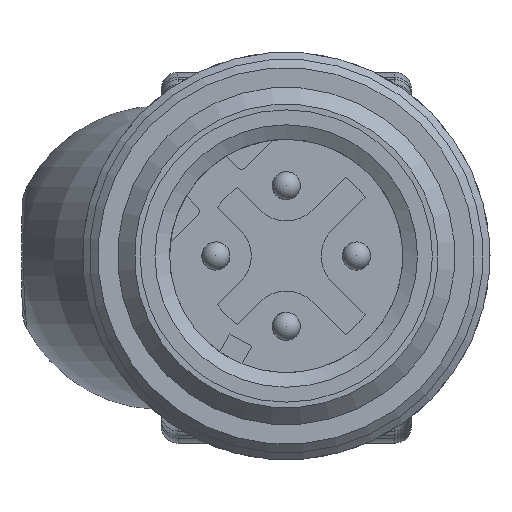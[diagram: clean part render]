
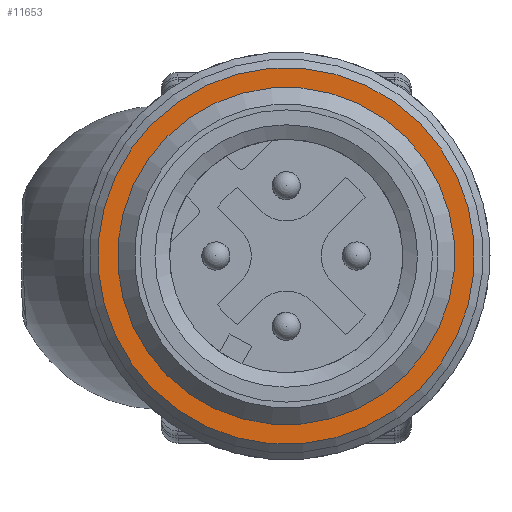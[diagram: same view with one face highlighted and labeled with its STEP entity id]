
A CAD part, left-side view. The second image highlights one B-rep face of the part: STEP entity #11653.
In plain terms, the highlighted planar face has unit normal (-1, 0, 0).
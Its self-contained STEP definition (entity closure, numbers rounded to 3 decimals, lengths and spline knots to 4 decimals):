
#11653 = ADVANCED_FACE('',(#11654,#11690),#11667,.F.);
#11654 = FACE_BOUND('',#11655,.T.);
#11655 = EDGE_LOOP('',(#11656));
#11656 = ORIENTED_EDGE('',*,*,#11657,.T.);
#11657 = EDGE_CURVE('',#11658,#11658,#11660,.T.);
#11658 = VERTEX_POINT('',#11659);
#11659 = CARTESIAN_POINT('',(10.4,3.1833,-4.5295));
#11660 = SURFACE_CURVE('',#11661,(#11666,#11678),.PCURVE_S1.);
#11661 = CIRCLE('',#11662,5.55);
#11662 = AXIS2_PLACEMENT_3D('',#11663,#11664,#11665);
#11663 = CARTESIAN_POINT('',(10.4,0.,0.0168));
#11664 = DIRECTION('',(1.,0.,0.));
#11665 = DIRECTION('',(0.,0.574,-0.819));
#11666 = PCURVE('',#11667,#11672);
#11667 = PLANE('',#11668);
#11668 = AXIS2_PLACEMENT_3D('',#11669,#11670,#11671);
#11669 = CARTESIAN_POINT('',(10.4,0.,0.0168));
#11670 = DIRECTION('',(1.,0.,0.));
#11671 = DIRECTION('',(0.,0.574,-0.819));
#11672 = DEFINITIONAL_REPRESENTATION('',(#11673),#11677);
#11673 = CIRCLE('',#11674,5.55);
#11674 = AXIS2_PLACEMENT_2D('',#11675,#11676);
#11675 = CARTESIAN_POINT('',(0.,0.));
#11676 = DIRECTION('',(1.,0.));
#11677 = ( GEOMETRIC_REPRESENTATION_CONTEXT(2) 
PARAMETRIC_REPRESENTATION_CONTEXT() REPRESENTATION_CONTEXT('2D SPACE',''
  ) );
#11678 = PCURVE('',#11679,#11684);
#11679 = TOROIDAL_SURFACE('',#11680,5.55,0.2);
#11680 = AXIS2_PLACEMENT_3D('',#11681,#11682,#11683);
#11681 = CARTESIAN_POINT('',(10.2,0.,0.0168));
#11682 = DIRECTION('',(1.,0.,0.));
#11683 = DIRECTION('',(0.,0.574,-0.819));
#11684 = DEFINITIONAL_REPRESENTATION('',(#11685),#11689);
#11685 = LINE('',#11686,#11687);
#11686 = CARTESIAN_POINT('',(0.,7.854));
#11687 = VECTOR('',#11688,1.);
#11688 = DIRECTION('',(1.,0.));
#11689 = ( GEOMETRIC_REPRESENTATION_CONTEXT(2) 
PARAMETRIC_REPRESENTATION_CONTEXT() REPRESENTATION_CONTEXT('2D SPACE',''
  ) );
#11690 = FACE_BOUND('',#11691,.T.);
#11691 = EDGE_LOOP('',(#11692));
#11692 = ORIENTED_EDGE('',*,*,#11693,.T.);
#11693 = EDGE_CURVE('',#11694,#11694,#11696,.T.);
#11694 = VERTEX_POINT('',#11695);
#11695 = CARTESIAN_POINT('',(10.4,3.843,-5.4716));
#11696 = SURFACE_CURVE('',#11697,(#11702,#11713),.PCURVE_S1.);
#11697 = CIRCLE('',#11698,6.7);
#11698 = AXIS2_PLACEMENT_3D('',#11699,#11700,#11701);
#11699 = CARTESIAN_POINT('',(10.4,0.,0.0168));
#11700 = DIRECTION('',(-1.,0.,0.));
#11701 = DIRECTION('',(0.,0.574,-0.819));
#11702 = PCURVE('',#11667,#11703);
#11703 = DEFINITIONAL_REPRESENTATION('',(#11704),#11712);
#11704 = ( BOUNDED_CURVE() B_SPLINE_CURVE(2,(#11705,#11706,#11707,#11708
    ,#11709,#11710,#11711),.UNSPECIFIED.,.T.,.F.) 
B_SPLINE_CURVE_WITH_KNOTS((1,2,2,2,2,1),(-2.0944,0.,
    2.0944,4.1888,6.2832,8.3776),
.UNSPECIFIED.) CURVE() GEOMETRIC_REPRESENTATION_ITEM() 
RATIONAL_B_SPLINE_CURVE((1.,0.5,1.,0.5,1.,0.5,1.)) REPRESENTATION_ITEM(
  '') );
#11705 = CARTESIAN_POINT('',(6.7,0.));
#11706 = CARTESIAN_POINT('',(6.7,-11.605));
#11707 = CARTESIAN_POINT('',(-3.35,-5.802));
#11708 = CARTESIAN_POINT('',(-13.4,0.));
#11709 = CARTESIAN_POINT('',(-3.35,5.802));
#11710 = CARTESIAN_POINT('',(6.7,11.605));
#11711 = CARTESIAN_POINT('',(6.7,0.));
#11712 = ( GEOMETRIC_REPRESENTATION_CONTEXT(2) 
PARAMETRIC_REPRESENTATION_CONTEXT() REPRESENTATION_CONTEXT('2D SPACE',''
  ) );
#11713 = PCURVE('',#11714,#11719);
#11714 = CONICAL_SURFACE('',#11715,7.,0.785);
#11715 = AXIS2_PLACEMENT_3D('',#11716,#11717,#11718);
#11716 = CARTESIAN_POINT('',(10.7,0.,0.0168));
#11717 = DIRECTION('',(1.,0.,0.));
#11718 = DIRECTION('',(0.,0.574,-0.819));
#11719 = DEFINITIONAL_REPRESENTATION('',(#11720),#11724);
#11720 = LINE('',#11721,#11722);
#11721 = CARTESIAN_POINT('',(6.283,-0.3));
#11722 = VECTOR('',#11723,1.);
#11723 = DIRECTION('',(-1.,0.));
#11724 = ( GEOMETRIC_REPRESENTATION_CONTEXT(2) 
PARAMETRIC_REPRESENTATION_CONTEXT() REPRESENTATION_CONTEXT('2D SPACE',''
  ) );
